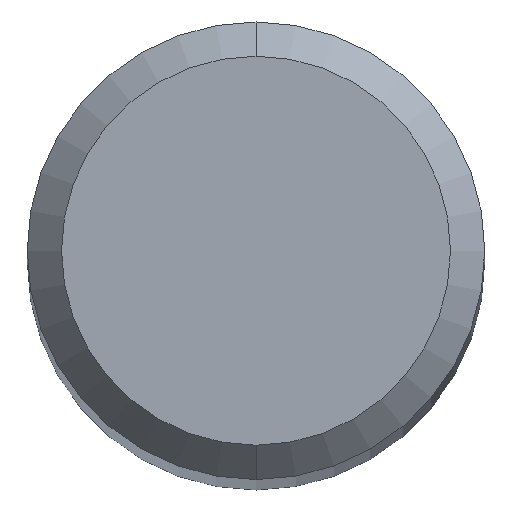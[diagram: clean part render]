
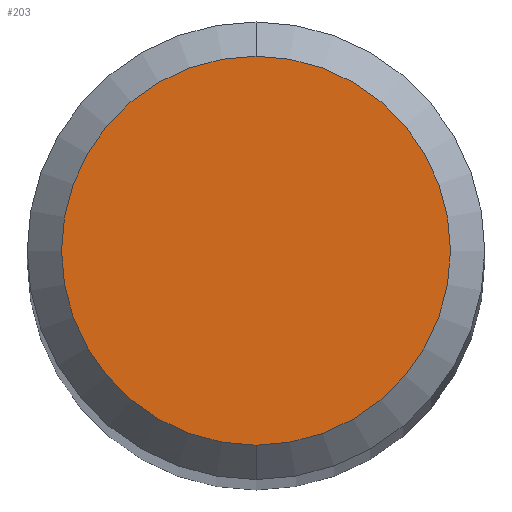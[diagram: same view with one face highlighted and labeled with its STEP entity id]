
A CAD part, top view. The second image highlights one B-rep face of the part: STEP entity #203.
In plain terms, the highlighted planar face has unit normal (0, 0, 1).
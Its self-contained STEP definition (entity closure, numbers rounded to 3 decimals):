
#203=ADVANCED_FACE('',(#512),#513,.T.);
#253=EDGE_CURVE('',#405,#459,#572,.T.);
#389=EDGE_CURVE('',#459,#405,#724,.T.);
#405=VERTEX_POINT('',#740);
#459=VERTEX_POINT('',#796);
#512=FACE_OUTER_BOUND('',#917,.T.);
#513=PLANE('',#918);
#572=CIRCLE('',#1019,1.7);
#724=CIRCLE('',#1273,1.7);
#740=CARTESIAN_POINT('',(0.0,1.7,0.0));
#796=CARTESIAN_POINT('',(0.,-1.7,0.0));
#917=EDGE_LOOP('',(#1466,#1467));
#918=AXIS2_PLACEMENT_3D('',#1468,#1469,#1470);
#1019=AXIS2_PLACEMENT_3D('',#1568,#1569,#1570);
#1273=AXIS2_PLACEMENT_3D('',#1744,#1745,#1746);
#1466=ORIENTED_EDGE('',*,*,#253,.F.);
#1467=ORIENTED_EDGE('',*,*,#389,.F.);
#1468=CARTESIAN_POINT('',(0.0,0.85,0.0));
#1469=DIRECTION('',(-0.0,0.0,1.0));
#1470=DIRECTION('',(0.0,-1.0,0.0));
#1568=CARTESIAN_POINT('',(0.0,0.0,0.0));
#1569=DIRECTION('',(0.0,0.0,-1.0));
#1570=DIRECTION('',(0.0,1.0,0.0));
#1744=CARTESIAN_POINT('',(0.0,0.0,0.0));
#1745=DIRECTION('',(0.0,0.0,-1.0));
#1746=DIRECTION('',(0.0,1.0,0.0));
